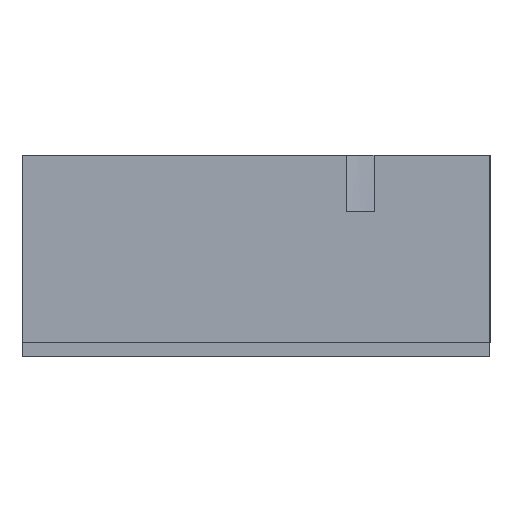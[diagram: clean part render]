
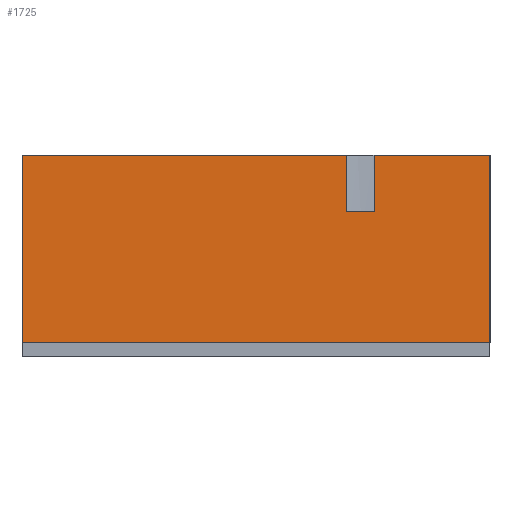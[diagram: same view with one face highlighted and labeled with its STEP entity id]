
A CAD part, left-side view. The second image highlights one B-rep face of the part: STEP entity #1725.
In plain terms, the highlighted planar face has unit normal (-1, 0, 0).
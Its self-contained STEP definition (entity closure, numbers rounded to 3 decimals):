
#276=FACE_OUTER_BOUND('',#384,.T.);
#384=EDGE_LOOP('',(#1525,#1526,#1527,#1528,#1529,#1530,#1531,#1532));
#483=LINE('',#3141,#624);
#493=LINE('',#3166,#634);
#496=LINE('',#3171,#637);
#498=LINE('',#3175,#639);
#499=LINE('',#3177,#640);
#526=LINE('',#3235,#667);
#527=LINE('',#3237,#668);
#528=LINE('',#3238,#669);
#624=VECTOR('',#2284,10.);
#634=VECTOR('',#2302,10.);
#637=VECTOR('',#2307,10.);
#639=VECTOR('',#2311,10.);
#640=VECTOR('',#2314,10.);
#667=VECTOR('',#2379,10.);
#668=VECTOR('',#2380,10.);
#669=VECTOR('',#2381,10.);
#806=VERTEX_POINT('',#3138);
#807=VERTEX_POINT('',#3140);
#817=VERTEX_POINT('',#3163);
#818=VERTEX_POINT('',#3165);
#819=VERTEX_POINT('',#3169);
#820=VERTEX_POINT('',#3173);
#832=VERTEX_POINT('',#3234);
#833=VERTEX_POINT('',#3236);
#1024=EDGE_CURVE('',#806,#807,#483,.T.);
#1037=EDGE_CURVE('',#817,#818,#493,.T.);
#1040=EDGE_CURVE('',#806,#819,#496,.T.);
#1042=EDGE_CURVE('',#819,#820,#498,.T.);
#1043=EDGE_CURVE('',#820,#818,#499,.T.);
#1072=EDGE_CURVE('',#832,#817,#526,.T.);
#1073=EDGE_CURVE('',#833,#832,#527,.T.);
#1074=EDGE_CURVE('',#833,#807,#528,.T.);
#1525=ORIENTED_EDGE('',*,*,#1043,.T.);
#1526=ORIENTED_EDGE('',*,*,#1037,.F.);
#1527=ORIENTED_EDGE('',*,*,#1072,.F.);
#1528=ORIENTED_EDGE('',*,*,#1073,.F.);
#1529=ORIENTED_EDGE('',*,*,#1074,.T.);
#1530=ORIENTED_EDGE('',*,*,#1024,.F.);
#1531=ORIENTED_EDGE('',*,*,#1040,.T.);
#1532=ORIENTED_EDGE('',*,*,#1042,.T.);
#1629=PLANE('',#1906);
#1725=ADVANCED_FACE('',(#276),#1629,.T.);
#1906=AXIS2_PLACEMENT_3D('',#3233,#2377,#2378);
#2284=DIRECTION('',(0.,-1.,0.));
#2302=DIRECTION('',(0.,-1.,0.));
#2307=DIRECTION('',(0.,0.,-1.));
#2311=DIRECTION('',(0.,1.,0.));
#2314=DIRECTION('',(0.,0.,1.));
#2377=DIRECTION('center_axis',(-1.,0.,0.));
#2378=DIRECTION('ref_axis',(0.,-1.,0.));
#2379=DIRECTION('',(0.,0.,1.));
#2380=DIRECTION('',(0.,1.,0.));
#2381=DIRECTION('',(0.,0.,1.));
#3138=CARTESIAN_POINT('',(0.,24.595,43.));
#3140=CARTESIAN_POINT('',(0.,-0.006,43.));
#3141=CARTESIAN_POINT('',(0.,-0.006,43.));
#3163=CARTESIAN_POINT('',(0.,99.994,43.));
#3165=CARTESIAN_POINT('',(0.,30.595,43.));
#3166=CARTESIAN_POINT('',(0.,-0.006,43.));
#3169=CARTESIAN_POINT('',(0.,24.595,31.));
#3171=CARTESIAN_POINT('',(0.,24.595,23.));
#3173=CARTESIAN_POINT('',(0.,30.595,31.));
#3175=CARTESIAN_POINT('',(0.,63.794,31.));
#3177=CARTESIAN_POINT('',(0.,30.595,23.));
#3233=CARTESIAN_POINT('Origin',(0.,99.994,3.));
#3234=CARTESIAN_POINT('',(0.,99.994,3.));
#3235=CARTESIAN_POINT('',(0.,99.994,3.));
#3236=CARTESIAN_POINT('',(0.,-0.006,3.));
#3237=CARTESIAN_POINT('',(0.,-0.006,3.));
#3238=CARTESIAN_POINT('',(0.,-0.006,3.));
